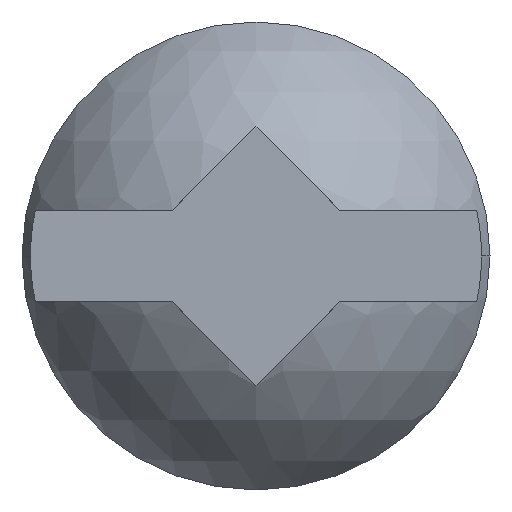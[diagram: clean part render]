
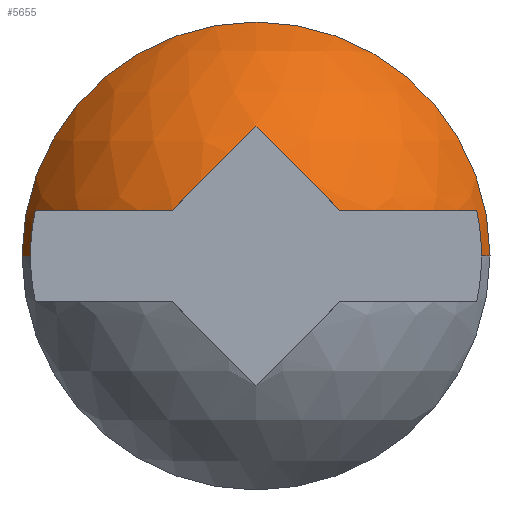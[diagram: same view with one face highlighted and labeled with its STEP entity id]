
A CAD part, left-side view. The second image highlights one B-rep face of the part: STEP entity #5655.
In plain terms, the highlighted spherical face has radius 2.763 mm.
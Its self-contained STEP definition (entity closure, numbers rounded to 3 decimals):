
#62 = EDGE_CURVE ( 'NONE', #3086, #1665, #3535, .T. ) ;
#167 = DIRECTION ( 'NONE',  ( 0., 0., -1. ) ) ;
#223 = DIRECTION ( 'NONE',  ( 0., 0., 1. ) ) ;
#444 = EDGE_CURVE ( 'NONE', #4303, #1665, #4183, .T. ) ;
#479 = CARTESIAN_POINT ( 'NONE',  ( -9.55, 2.55, 0. ) ) ;
#622 = DIRECTION ( 'NONE',  ( 0., 0., 1. ) ) ;
#763 = DIRECTION ( 'NONE',  ( 1., 0., 0. ) ) ;
#781 = CIRCLE ( 'NONE', #3328, 2.763 ) ;
#835 = DIRECTION ( 'NONE',  ( 0., 0.707, 0.707 ) ) ;
#879 = DIRECTION ( 'NONE',  ( 0., 0., 1. ) ) ;
#919 = CARTESIAN_POINT ( 'NONE',  ( -9.75, -2.406, 0.5 ) ) ;
#976 = DIRECTION ( 'NONE',  ( -1., 0., 0. ) ) ;
#983 = VERTEX_POINT ( 'NONE', #5811 ) ;
#1039 = DIRECTION ( 'NONE',  ( 0., 0., -1. ) ) ;
#1101 = AXIS2_PLACEMENT_3D ( 'NONE', #2339, #763, #4377 ) ;
#1164 = EDGE_CURVE ( 'NONE', #3717, #3086, #2487, .T. ) ;
#1196 = ORIENTED_EDGE ( 'NONE', *, *, #1675, .T. ) ;
#1355 = ORIENTED_EDGE ( 'NONE', *, *, #3186, .F. ) ;
#1389 = DIRECTION ( 'NONE',  ( 0., 0., 1. ) ) ;
#1635 = CIRCLE ( 'NONE', #2501, 2.763 ) ;
#1665 = VERTEX_POINT ( 'NONE', #2772 ) ;
#1675 = EDGE_CURVE ( 'NONE', #2662, #983, #781, .T. ) ;
#1688 = DIRECTION ( 'NONE',  ( 0., -0.707, -0.707 ) ) ;
#1693 = ORIENTED_EDGE ( 'NONE', *, *, #3856, .T. ) ;
#1739 = CIRCLE ( 'NONE', #6103, 2.457 ) ;
#1924 = DIRECTION ( 'NONE',  ( 0., 1., 0. ) ) ;
#2106 = CARTESIAN_POINT ( 'NONE',  ( -9.55, 0., 0. ) ) ;
#2301 = CARTESIAN_POINT ( 'NONE',  ( -9.75, -2.457, 0. ) ) ;
#2339 = CARTESIAN_POINT ( 'NONE',  ( -9.75, 0., 0. ) ) ;
#2384 = VERTEX_POINT ( 'NONE', #5658 ) ;
#2469 = ORIENTED_EDGE ( 'NONE', *, *, #5205, .T. ) ;
#2487 = CIRCLE ( 'NONE', #6193, 2.717 ) ;
#2501 = AXIS2_PLACEMENT_3D ( 'NONE', #2995, #1039, #976 ) ;
#2629 = ORIENTED_EDGE ( 'NONE', *, *, #3896, .F. ) ;
#2662 = VERTEX_POINT ( 'NONE', #2301 ) ;
#2711 = DIRECTION ( 'NONE',  ( 0., 0., 1. ) ) ;
#2772 = CARTESIAN_POINT ( 'NONE',  ( -10.861, 0., 1.414 ) ) ;
#2995 = CARTESIAN_POINT ( 'NONE',  ( -8.487, 0., 0. ) ) ;
#3008 = ORIENTED_EDGE ( 'NONE', *, *, #4871, .T. ) ;
#3025 = AXIS2_PLACEMENT_3D ( 'NONE', #2106, #3140, #167 ) ;
#3086 = VERTEX_POINT ( 'NONE', #6312 ) ;
#3140 = DIRECTION ( 'NONE',  ( 1., 0., 0. ) ) ;
#3186 = EDGE_CURVE ( 'NONE', #3740, #2384, #6522, .T. ) ;
#3256 = CARTESIAN_POINT ( 'NONE',  ( -8.487, 0., 0.5 ) ) ;
#3322 = ORIENTED_EDGE ( 'NONE', *, *, #62, .T. ) ;
#3328 = AXIS2_PLACEMENT_3D ( 'NONE', #5171, #622, #4779 ) ;
#3535 = CIRCLE ( 'NONE', #4948, 2.575 ) ;
#3576 = CARTESIAN_POINT ( 'NONE',  ( -9.75, 2.457, 0. ) ) ;
#3631 = AXIS2_PLACEMENT_3D ( 'NONE', #3891, #6552, #5926 ) ;
#3717 = VERTEX_POINT ( 'NONE', #4025 ) ;
#3740 = VERTEX_POINT ( 'NONE', #479 ) ;
#3830 = DIRECTION ( 'NONE',  ( 0., 0.707, -0.707 ) ) ;
#3849 = CARTESIAN_POINT ( 'NONE',  ( -8.487, 0., 0.5 ) ) ;
#3856 = EDGE_CURVE ( 'NONE', #6544, #2662, #1739, .T. ) ;
#3886 = AXIS2_PLACEMENT_3D ( 'NONE', #3256, #223, #4736 ) ;
#3891 = CARTESIAN_POINT ( 'NONE',  ( -9.55, 0., 0. ) ) ;
#3896 = EDGE_CURVE ( 'NONE', #2384, #983, #5574, .T. ) ;
#3933 = SPHERICAL_SURFACE ( 'NONE', #4096, 2.763 ) ;
#4025 = CARTESIAN_POINT ( 'NONE',  ( -9.75, 2.406, 0.5 ) ) ;
#4074 = CARTESIAN_POINT ( 'NONE',  ( -11.046, -0.914, 0.5 ) ) ;
#4096 = AXIS2_PLACEMENT_3D ( 'NONE', #5968, #1389, #1924 ) ;
#4183 = CIRCLE ( 'NONE', #5142, 2.575 ) ;
#4277 = CARTESIAN_POINT ( 'NONE',  ( -9.75, 0., 0. ) ) ;
#4303 = VERTEX_POINT ( 'NONE', #4074 ) ;
#4377 = DIRECTION ( 'NONE',  ( 0., 0., 1. ) ) ;
#4469 = FACE_OUTER_BOUND ( 'NONE', #6332, .T. ) ;
#4546 = ORIENTED_EDGE ( 'NONE', *, *, #444, .F. ) ;
#4574 = ORIENTED_EDGE ( 'NONE', *, *, #1164, .T. ) ;
#4736 = DIRECTION ( 'NONE',  ( 0., 1., 0. ) ) ;
#4779 = DIRECTION ( 'NONE',  ( 0., -1., 0. ) ) ;
#4803 = CARTESIAN_POINT ( 'NONE',  ( -8.487, -0.707, 0.707 ) ) ;
#4871 = EDGE_CURVE ( 'NONE', #5789, #3717, #5266, .T. ) ;
#4948 = AXIS2_PLACEMENT_3D ( 'NONE', #6333, #835, #5870 ) ;
#5142 = AXIS2_PLACEMENT_3D ( 'NONE', #4803, #3830, #1688 ) ;
#5171 = CARTESIAN_POINT ( 'NONE',  ( -8.487, 0., 0. ) ) ;
#5205 = EDGE_CURVE ( 'NONE', #4303, #6544, #5581, .T. ) ;
#5266 = CIRCLE ( 'NONE', #1101, 2.457 ) ;
#5574 = CIRCLE ( 'NONE', #3025, 2.55 ) ;
#5581 = CIRCLE ( 'NONE', #3886, 2.717 ) ;
#5655 = ADVANCED_FACE ( 'NONE', ( #4469 ), #3933, .T. ) ;
#5658 = CARTESIAN_POINT ( 'NONE',  ( -9.55, 0., 2.55 ) ) ;
#5736 = DIRECTION ( 'NONE',  ( 1., 0., 0. ) ) ;
#5754 = EDGE_CURVE ( 'NONE', #5789, #3740, #1635, .T. ) ;
#5789 = VERTEX_POINT ( 'NONE', #3576 ) ;
#5811 = CARTESIAN_POINT ( 'NONE',  ( -9.55, -2.55, 0. ) ) ;
#5870 = DIRECTION ( 'NONE',  ( 0., 0.707, -0.707 ) ) ;
#5926 = DIRECTION ( 'NONE',  ( 0., 0., -1. ) ) ;
#5968 = CARTESIAN_POINT ( 'NONE',  ( -8.487, 0., 0. ) ) ;
#6103 = AXIS2_PLACEMENT_3D ( 'NONE', #4277, #5736, #2711 ) ;
#6193 = AXIS2_PLACEMENT_3D ( 'NONE', #3849, #879, #6382 ) ;
#6312 = CARTESIAN_POINT ( 'NONE',  ( -11.046, 0.914, 0.5 ) ) ;
#6332 = EDGE_LOOP ( 'NONE', ( #1693, #1196, #2629, #1355, #6440, #3008, #4574, #3322, #4546, #2469 ) ) ;
#6333 = CARTESIAN_POINT ( 'NONE',  ( -8.487, 0.707, 0.707 ) ) ;
#6382 = DIRECTION ( 'NONE',  ( 0., 1., 0. ) ) ;
#6440 = ORIENTED_EDGE ( 'NONE', *, *, #5754, .F. ) ;
#6522 = CIRCLE ( 'NONE', #3631, 2.55 ) ;
#6544 = VERTEX_POINT ( 'NONE', #919 ) ;
#6552 = DIRECTION ( 'NONE',  ( 1., 0., 0. ) ) ;
